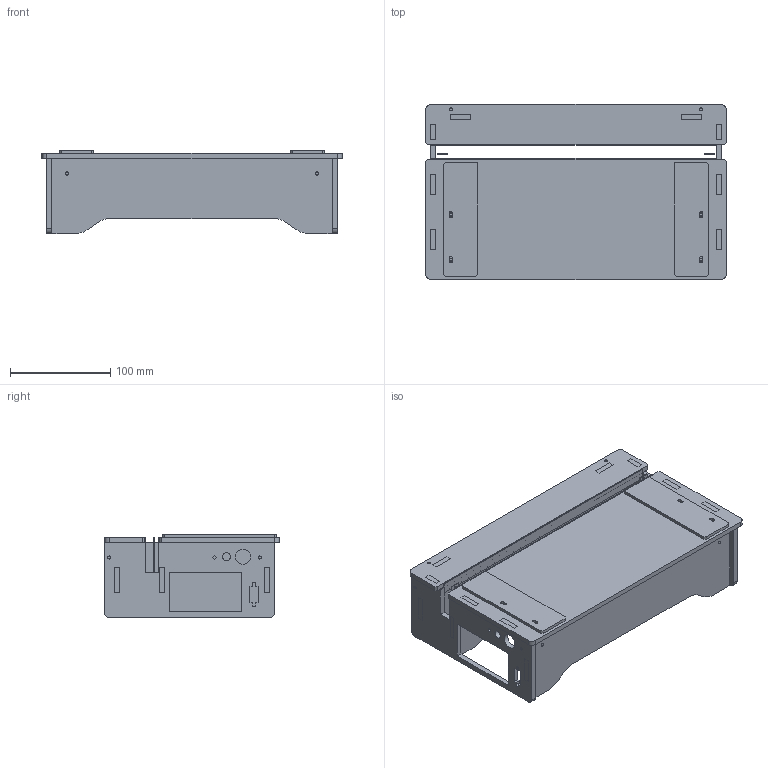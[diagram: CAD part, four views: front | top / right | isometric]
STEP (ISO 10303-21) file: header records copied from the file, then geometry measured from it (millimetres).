
FILE_DESCRIPTION(/* description */ (''),/* implementation_level */ '2;1');
FILE_NAME(/* name */ 'THERMOPLIEUSE v21.step',/* time_stamp */ '2020-11-18T16:05:04+01:00',/* author */ (''),/* organization */ (''),/* preprocessor_version */ 'ST-DEVELOPER v18.1',/* originating_system */ 'Autodesk Translation Framework v9.3.0.1241',/* authorisation */ '');
FILE_SCHEMA (('AUTOMOTIVE_DESIGN { 1 0 10303 214 3 1 1 }'));
Length unit declared in the file: millimetre
Products named in the file (16): THERMOPLIEUSE; PLAQUE_PRINCIPALE_1; PLAQUE_SECONDAIRE_2; LATERAL_GAUCHE; LATERAL_DROIT; DEVANT; ARRIERE; CONTREPLAQUE_PRINCIPALE; CONTREPLAQUE_SECONDAIRE; PROFIL_L_ALU; PROFIL_L_ALU_2; PLAQUE_INTERIEURE; SUPPORT_FIXE_FIL; SUPPORT_MOBILE_FIL; COIN_FIXATION; REGLET
Assembly tree (21 placements, depth 2):
  THERMOPLIEUSE
    PLAQUE_PRINCIPALE_1
    PLAQUE_SECONDAIRE_2
    LATERAL_GAUCHE
    LATERAL_DROIT
    DEVANT
    ARRIERE
    CONTREPLAQUE_PRINCIPALE
    CONTREPLAQUE_SECONDAIRE
    PROFIL_L_ALU
    PROFIL_L_ALU_2
    PLAQUE_INTERIEURE
    SUPPORT_FIXE_FIL
    SUPPORT_MOBILE_FIL
    COIN_FIXATION  x6
    REGLET  x2
Bounding box: 300 x 175 x 83 mm (x, y, z)
Volume: 734805.4 mm3; surface area: 365005.3 mm2
Topology: 21 solids, 21 shells, 597 faces, 1509 edges, 966 vertices
Faces by surface type: plane 448, cylinder 125, cone 24
Full cylindrical faces by diameter (mm): 3.1 x65, 4.5 x18, 8 x1, 12 x2, 15 x1
Entity records: 13592 total; most frequent: CARTESIAN_POINT 2262, DIRECTION 2196, ORIENTED_EDGE 2192, EDGE_CURVE 1096, LINE 880, VECTOR 880, VERTEX_POINT 724, AXIS2_PLACEMENT_3D 658
